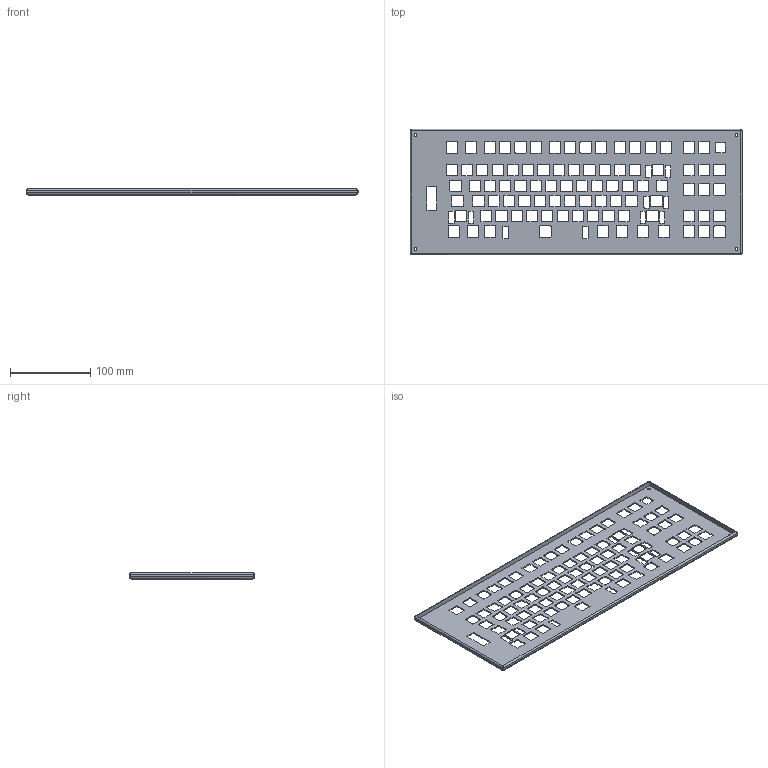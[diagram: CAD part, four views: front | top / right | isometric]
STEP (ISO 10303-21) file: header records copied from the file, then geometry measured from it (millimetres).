
FILE_DESCRIPTION(/* description */ (''),/* implementation_level */ '2;1');
FILE_NAME(/* name */ 'top v4.step',/* time_stamp */ '2025-06-11T22:04:18-04:00',/* author */ (''),/* organization */ (''),/* preprocessor_version */ 'ST-DEVELOPER v20.1',/* originating_system */ 'Autodesk Translation Framework v14.10.0.0',/* authorisation */ '');
FILE_SCHEMA (('AUTOMOTIVE_DESIGN { 1 0 10303 214 3 1 1 }'));
Length unit declared in the file: millimetre
Products named in the file (1): top
Bounding box: 413.32 x 156.14 x 7.5 mm (x, y, z)
Volume: 78650 mm3; surface area: 112225.9 mm2
Topology: 1 solids, 1 shells, 1191 faces, 3490 edges, 2312 vertices
Faces by surface type: plane 513, cylinder 412, bspline 266
Full cylindrical faces by diameter (mm): 3.4 x4
Entity records: 42637 total; most frequent: CARTESIAN_POINT 11604, ORIENTED_EDGE 6964, DIRECTION 5642, EDGE_CURVE 3482, VERTEX_POINT 2312, LINE 2142, VECTOR 2142, AXIS2_PLACEMENT_3D 1750
